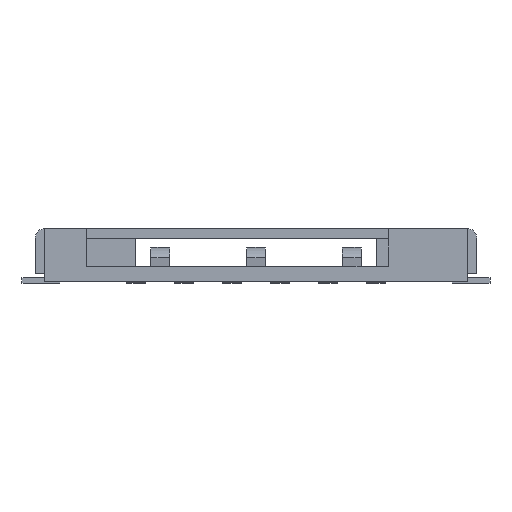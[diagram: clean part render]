
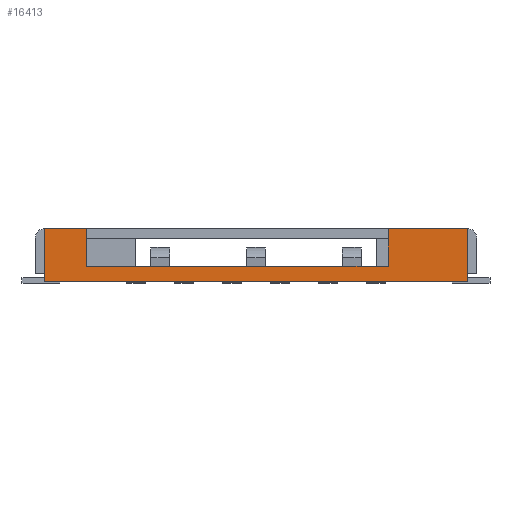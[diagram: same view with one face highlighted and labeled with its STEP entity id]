
A CAD part, front view. The second image highlights one B-rep face of the part: STEP entity #16413.
In plain terms, the highlighted planar face has unit normal (0, -1, 0).
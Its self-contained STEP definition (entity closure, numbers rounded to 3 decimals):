
#225 = CARTESIAN_POINT ( 'NONE',  ( 3.5, -7., 0.4 ) ) ;
#408 = CARTESIAN_POINT ( 'NONE',  ( -5.6, -7., 1.4 ) ) ;
#700 = VECTOR ( 'NONE', #20211, 1000. ) ;
#920 = PLANE ( 'NONE',  #9175 ) ;
#1115 = CARTESIAN_POINT ( 'NONE',  ( -4.5, -7., 1.4 ) ) ;
#1501 = EDGE_CURVE ( 'NONE', #21039, #7018, #12527, .T. ) ;
#1602 = EDGE_CURVE ( 'NONE', #8098, #19261, #14205, .T. ) ;
#1838 = CARTESIAN_POINT ( 'NONE',  ( 5.6, -7., 1.4 ) ) ;
#2550 = VECTOR ( 'NONE', #14875, 1000. ) ;
#2641 = LINE ( 'NONE', #8890, #6115 ) ;
#2728 = DIRECTION ( 'NONE',  ( 0., 1., 0. ) ) ;
#3011 = DIRECTION ( 'NONE',  ( 1., 0., 0. ) ) ;
#3548 = CARTESIAN_POINT ( 'NONE',  ( -5.6, -7., 0. ) ) ;
#3919 = CARTESIAN_POINT ( 'NONE',  ( -5.6, -7., 0. ) ) ;
#4465 = CARTESIAN_POINT ( 'NONE',  ( 5.6, -7., 0. ) ) ;
#5104 = VERTEX_POINT ( 'NONE', #1115 ) ;
#6115 = VECTOR ( 'NONE', #20562, 1000. ) ;
#6561 = FACE_OUTER_BOUND ( 'NONE', #19144, .T. ) ;
#6608 = EDGE_CURVE ( 'NONE', #24246, #5104, #2641, .T. ) ;
#7018 = VERTEX_POINT ( 'NONE', #4465 ) ;
#7438 = VECTOR ( 'NONE', #23764, 1000. ) ;
#8098 = VERTEX_POINT ( 'NONE', #9904 ) ;
#8890 = CARTESIAN_POINT ( 'NONE',  ( -4.5, -7., 0.4 ) ) ;
#9163 = CARTESIAN_POINT ( 'NONE',  ( 3.5, -7., 0.4 ) ) ;
#9175 = AXIS2_PLACEMENT_3D ( 'NONE', #24353, #2728, #10530 ) ;
#9420 = VECTOR ( 'NONE', #3011, 1000. ) ;
#9904 = CARTESIAN_POINT ( 'NONE',  ( -5.6, -7., 1.4 ) ) ;
#9909 = VECTOR ( 'NONE', #22296, 1000. ) ;
#10269 = LINE ( 'NONE', #17988, #9909 ) ;
#10365 = ORIENTED_EDGE ( 'NONE', *, *, #11752, .T. ) ;
#10530 = DIRECTION ( 'NONE',  ( 0., 0., 1. ) ) ;
#11752 = EDGE_CURVE ( 'NONE', #19261, #7018, #17173, .T. ) ;
#11863 = VECTOR ( 'NONE', #24811, 1000. ) ;
#11962 = ORIENTED_EDGE ( 'NONE', *, *, #1501, .F. ) ;
#12134 = EDGE_CURVE ( 'NONE', #8098, #5104, #24899, .T. ) ;
#12527 = LINE ( 'NONE', #22600, #700 ) ;
#13631 = CARTESIAN_POINT ( 'NONE',  ( -4.5, -7., 0.4 ) ) ;
#13903 = EDGE_CURVE ( 'NONE', #15689, #24957, #22828, .T. ) ;
#14205 = LINE ( 'NONE', #408, #14513 ) ;
#14513 = VECTOR ( 'NONE', #21952, 1000. ) ;
#14875 = DIRECTION ( 'NONE',  ( 0., 0., 1. ) ) ;
#15440 = ORIENTED_EDGE ( 'NONE', *, *, #1602, .T. ) ;
#15689 = VERTEX_POINT ( 'NONE', #16094 ) ;
#16094 = CARTESIAN_POINT ( 'NONE',  ( 3.5, -7., 0.4 ) ) ;
#16413 = ADVANCED_FACE ( 'NONE', ( #6561 ), #920, .F. ) ;
#17173 = LINE ( 'NONE', #3548, #11863 ) ;
#17671 = LINE ( 'NONE', #225, #7438 ) ;
#17988 = CARTESIAN_POINT ( 'NONE',  ( -5.6, -7., 1.4 ) ) ;
#18317 = ORIENTED_EDGE ( 'NONE', *, *, #24771, .F. ) ;
#18796 = ORIENTED_EDGE ( 'NONE', *, *, #12134, .F. ) ;
#18939 = ORIENTED_EDGE ( 'NONE', *, *, #6608, .T. ) ;
#19039 = CARTESIAN_POINT ( 'NONE',  ( 3.5, -7., 1.4 ) ) ;
#19144 = EDGE_LOOP ( 'NONE', ( #24280, #18939, #18796, #15440, #10365, #11962, #18317, #23155 ) ) ;
#19261 = VERTEX_POINT ( 'NONE', #3919 ) ;
#20211 = DIRECTION ( 'NONE',  ( 0., 0., -1. ) ) ;
#20453 = CARTESIAN_POINT ( 'NONE',  ( -5.6, -7., 1.4 ) ) ;
#20562 = DIRECTION ( 'NONE',  ( 0., 0., 1. ) ) ;
#21039 = VERTEX_POINT ( 'NONE', #1838 ) ;
#21952 = DIRECTION ( 'NONE',  ( 0., 0., -1. ) ) ;
#22296 = DIRECTION ( 'NONE',  ( 1., 0., 0. ) ) ;
#22600 = CARTESIAN_POINT ( 'NONE',  ( 5.6, -7., 1.4 ) ) ;
#22828 = LINE ( 'NONE', #9163, #2550 ) ;
#23155 = ORIENTED_EDGE ( 'NONE', *, *, #13903, .F. ) ;
#23764 = DIRECTION ( 'NONE',  ( 1., 0., 0. ) ) ;
#24246 = VERTEX_POINT ( 'NONE', #13631 ) ;
#24280 = ORIENTED_EDGE ( 'NONE', *, *, #25004, .F. ) ;
#24353 = CARTESIAN_POINT ( 'NONE',  ( -5.6, -7., 1.4 ) ) ;
#24771 = EDGE_CURVE ( 'NONE', #24957, #21039, #10269, .T. ) ;
#24811 = DIRECTION ( 'NONE',  ( 1., 0., 0. ) ) ;
#24899 = LINE ( 'NONE', #20453, #9420 ) ;
#24957 = VERTEX_POINT ( 'NONE', #19039 ) ;
#25004 = EDGE_CURVE ( 'NONE', #24246, #15689, #17671, .T. ) ;
